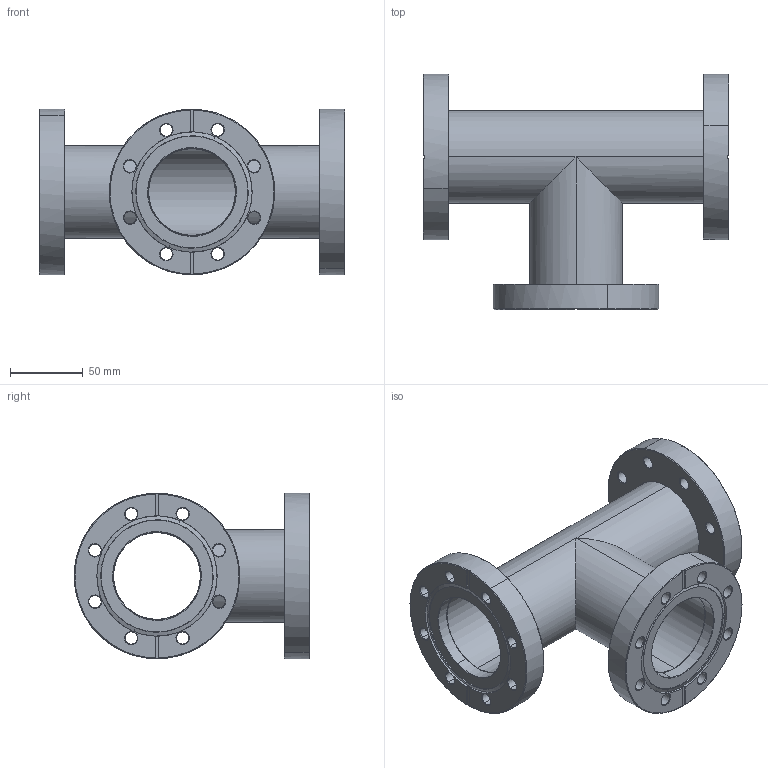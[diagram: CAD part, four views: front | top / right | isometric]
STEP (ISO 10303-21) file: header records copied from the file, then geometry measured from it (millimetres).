
FILE_DESCRIPTION (( 'STEP AP214' ), '1' );
FILE_NAME ('Hositrad_FT63-64.STEP', '2013-09-10T10:00:44', ( '' ), ( '' ), 'SwSTEP 2.0', 'SolidWorks 2013', '' );
FILE_SCHEMA (( 'AUTOMOTIVE_DESIGN' ));
Length unit declared in the file: millimetre
Products named in the file (3): CF63-64-Weld; 63.5-Tee; Hositrad_FT63-64
Assembly tree (4 placements, depth 2):
  Hositrad_FT63-64
    63.5-Tee
    CF63-64-Weld  x3
Bounding box: 209.6 x 161.54 x 113.5 mm (x, y, z)
Volume: 435763.1 mm3; surface area: 177388 mm2
Topology: 4 solids, 4 shells, 255 faces, 598 edges, 349 vertices
Faces by surface type: cone 135, cylinder 82, plane 36, bspline 2
Entity records: 3033 total; most frequent: CARTESIAN_POINT 679, DIRECTION 521, ORIENTED_EDGE 436, EDGE_CURVE 218, AXIS2_PLACEMENT_3D 213, VERTEX_POINT 127, EDGE_LOOP 117, CIRCLE 113
